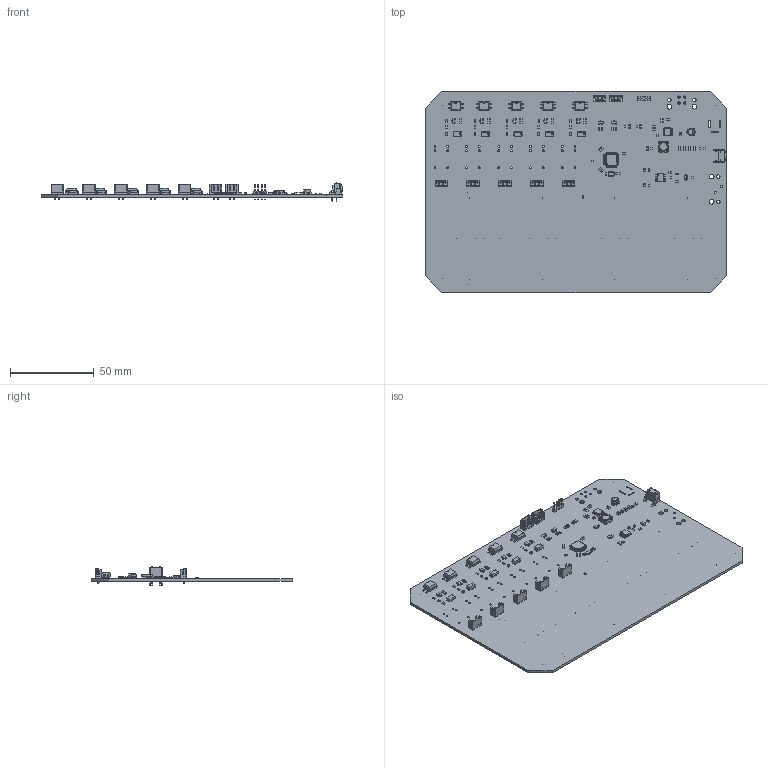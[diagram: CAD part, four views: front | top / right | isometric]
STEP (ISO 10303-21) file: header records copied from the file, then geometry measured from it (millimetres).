
FILE_DESCRIPTION(('KiCad electronic assembly'),'2;1');
FILE_NAME('HydroB V2.step','2024-07-31T21:13:37',('Pcbnew'),('Kicad'), 'Open CASCADE STEP processor 7.7','KiCad to STEP converter','Unknown' );
FILE_SCHEMA(('AUTOMOTIVE_DESIGN { 1 0 10303 214 1 1 1 1 }'));
Length unit declared in the file: millimetre
Products named in the file (38): HydroB V2 1; LED_0805_2012Metric; SOT-23; SOT_23; JST_EH_B2B-EH-A_1x02_P2.50mm_Vertical; JST_B2B_EH_A; LED_0603_1608Metric; LQFP-48_7x7mm_P0.5mm; LQFP_48_7x7mm_P05mm; PinHeader_1x04_P2.00mm_Vertical; PinHeader_1x04_P200mm_Vertical; R_0603_1608Metric; DIP-4_W7.62mm_SMDSocket; DIP_4_W762mm_SMDSocket; D_SMA; C_0805_2012Metric; Crystal_SMD_3225-4Pin_3.2x2.5mm; C_0603_1608Metric; HTSOP-8-1EP_3.9x4.9mm_Pitch1.27mm; HTSOP_8_1EP_39x49mm_Pitch127mm; SOIC-8_3.9x4.9mm_P1.27mm; SOIC_8_39x49mm_P127mm; SW_Tactile_SPST_Angled_PTS645Vx39-2LFS; CP_Elec_4x3; L_Bourns_SRR1260; SRR1260; D_SOD-123F; D_SOD_123F; HydroB V2_PCB
Assembly tree (119 placements, depth 3):
  HydroB V2 1
    LED_0805_2012Metric  x5
      LED_0805_2012Metric
    SOT-23  x7
      SOT_23
    JST_EH_B2B-EH-A_1x02_P2.50mm_Vertical  x7
      JST_B2B_EH_A
    LED_0603_1608Metric  x5
      LED_0603_1608Metric
    LQFP-48_7x7mm_P0.5mm
      LQFP_48_7x7mm_P05mm
    PinHeader_1x04_P2.00mm_Vertical
      PinHeader_1x04_P200mm_Vertical
    R_0603_1608Metric  x39
      R_0603_1608Metric
    DIP-4_W7.62mm_SMDSocket  x5
      DIP_4_W762mm_SMDSocket
    D_SMA  x5
      D_SMA
    C_0805_2012Metric  x8
      C_0805_2012Metric
    Crystal_SMD_3225-4Pin_3.2x2.5mm
      Crystal_SMD_3225-4Pin_3.2x2.5mm
    C_0603_1608Metric  x10
      C_0603_1608Metric
    HTSOP-8-1EP_3.9x4.9mm_Pitch1.27mm
      HTSOP_8_1EP_39x49mm_Pitch127mm
    SOIC-8_3.9x4.9mm_P1.27mm
      SOIC_8_39x49mm_P127mm
    SW_Tactile_SPST_Angled_PTS645Vx39-2LFS
      SW_Tactile_SPST_Angled_PTS645Vx39-2LFS
    CP_Elec_4x3
      CP_Elec_4x3
    L_Bourns_SRR1260
      SRR1260
    D_SOD-123F
      D_SOD_123F
    HydroB V2_PCB
Bounding box: 180.2 x 120 x 11 mm (x, y, z)
Volume: 35810.9 mm3; surface area: 48732.5 mm2
Topology: 101 solids, 101 shells, 5333 faces, 13869 edges, 8851 vertices
Faces by surface type: plane 3602, cylinder 1194, bspline 527, torus 5, sphere 4, revolution 1
Full cylindrical faces by diameter (mm): 0.2 x1, 0.3 x8, 0.5 x1, 0.6 x1, 0.8 x8, 0.99 x2, 1 x18, 1.1 x30, 1.2 x2, 1.3 x8, 2.05 x4, 2.8 x4, 3.14 x1, 3.5 x1, 4 x2
Entity records: 80099 total; most frequent: CARTESIAN_POINT 15226, ORIENTED_EDGE 10786, DIRECTION 9936, EDGE_CURVE 5393, LINE 4119, VECTOR 4119, VERTEX_POINT 3431, AXIS2_PLACEMENT_3D 2908
